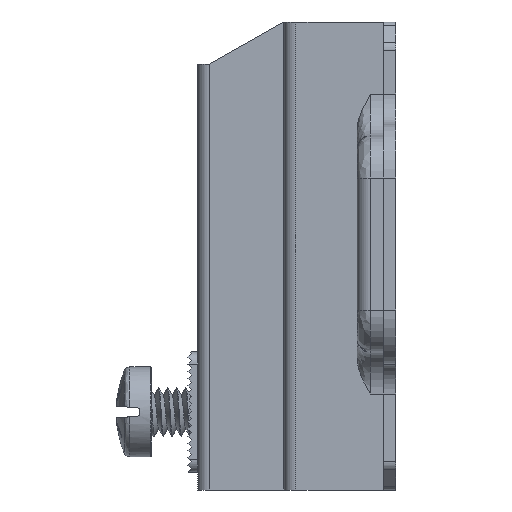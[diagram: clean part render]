
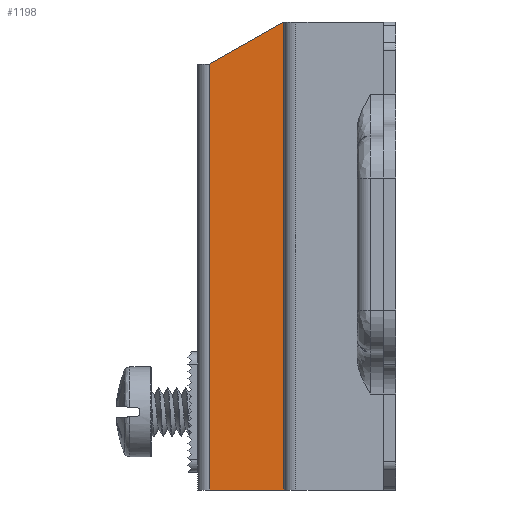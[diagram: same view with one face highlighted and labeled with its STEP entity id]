
A CAD part, left-side view. The second image highlights one B-rep face of the part: STEP entity #1198.
In plain terms, the highlighted face is planar.
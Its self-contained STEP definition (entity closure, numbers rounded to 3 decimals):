
#488 = EDGE_LOOP ( 'NONE', ( #12251, #13026, #4613, #2361 ) ) ;
#1198 = ADVANCED_FACE ( 'NONE', ( #11280 ), #9867, .F. ) ;
#1239 = CARTESIAN_POINT ( 'NONE',  ( -13.117, 7., 9.3 ) ) ;
#1311 = EDGE_CURVE ( 'NONE', #14609, #5135, #6575, .T. ) ;
#2361 = ORIENTED_EDGE ( 'NONE', *, *, #1311, .F. ) ;
#3102 = CARTESIAN_POINT ( 'NONE',  ( 6.5, 7., 9.3 ) ) ;
#3332 = CARTESIAN_POINT ( 'NONE',  ( -32.5, 7., 9.3 ) ) ;
#3647 = DIRECTION ( 'NONE',  ( 1., 0., 0. ) ) ;
#3881 = DIRECTION ( 'NONE',  ( 0., 0., -1. ) ) ;
#4613 = ORIENTED_EDGE ( 'NONE', *, *, #12840, .F. ) ;
#5135 = VERTEX_POINT ( 'NONE', #3332 ) ;
#5217 = AXIS2_PLACEMENT_3D ( 'NONE', #11114, #16239, #3881 ) ;
#5324 = VECTOR ( 'NONE', #12201, 1000. ) ;
#5805 = DIRECTION ( 'NONE',  ( 0., 0., -1. ) ) ;
#6575 = LINE ( 'NONE', #7973, #8626 ) ;
#6691 = CARTESIAN_POINT ( 'NONE',  ( 6.5, 7., 15.5 ) ) ;
#7973 = CARTESIAN_POINT ( 'NONE',  ( -30.75, 7., 12.4 ) ) ;
#8511 = CARTESIAN_POINT ( 'NONE',  ( 6.5, 7., 8.25 ) ) ;
#8626 = VECTOR ( 'NONE', #14087, 1000. ) ;
#8824 = EDGE_CURVE ( 'NONE', #13774, #14609, #12443, .T. ) ;
#9736 = LINE ( 'NONE', #8511, #10173 ) ;
#9789 = CARTESIAN_POINT ( 'NONE',  ( -13.117, 7., 15.5 ) ) ;
#9867 = PLANE ( 'NONE',  #5217 ) ;
#10173 = VECTOR ( 'NONE', #5805, 1000. ) ;
#11114 = CARTESIAN_POINT ( 'NONE',  ( -32.734, 7., 15.5 ) ) ;
#11126 = LINE ( 'NONE', #1239, #13250 ) ;
#11280 = FACE_OUTER_BOUND ( 'NONE', #488, .T. ) ;
#11327 = VERTEX_POINT ( 'NONE', #3102 ) ;
#11865 = EDGE_CURVE ( 'NONE', #13774, #11327, #9736, .T. ) ;
#12201 = DIRECTION ( 'NONE',  ( -1., 0., 0. ) ) ;
#12251 = ORIENTED_EDGE ( 'NONE', *, *, #8824, .F. ) ;
#12443 = LINE ( 'NONE', #9789, #5324 ) ;
#12840 = EDGE_CURVE ( 'NONE', #5135, #11327, #11126, .T. ) ;
#12853 = CARTESIAN_POINT ( 'NONE',  ( -29., 7., 15.5 ) ) ;
#13026 = ORIENTED_EDGE ( 'NONE', *, *, #11865, .T. ) ;
#13250 = VECTOR ( 'NONE', #3647, 1000. ) ;
#13774 = VERTEX_POINT ( 'NONE', #6691 ) ;
#14087 = DIRECTION ( 'NONE',  ( -0.492, 0., -0.871 ) ) ;
#14609 = VERTEX_POINT ( 'NONE', #12853 ) ;
#16239 = DIRECTION ( 'NONE',  ( 0., -1., 0. ) ) ;
